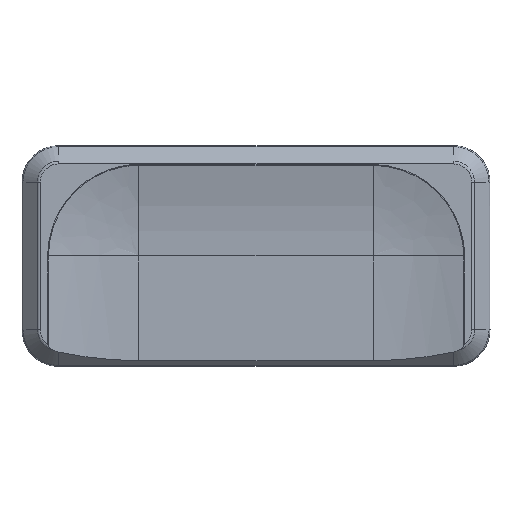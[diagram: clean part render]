
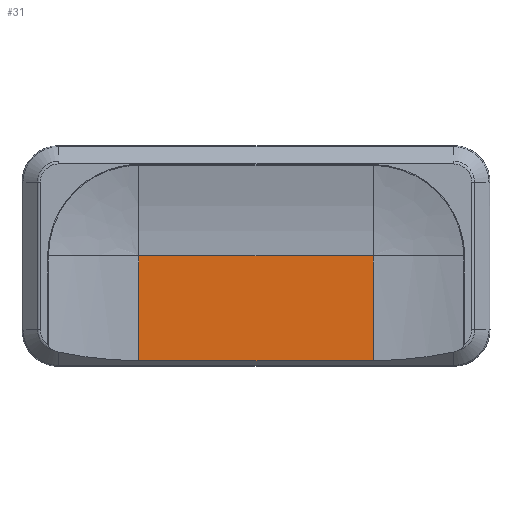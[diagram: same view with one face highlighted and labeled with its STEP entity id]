
A CAD part, top view. The second image highlights one B-rep face of the part: STEP entity #31.
In plain terms, the highlighted planar face has unit normal (0, 0, 1).
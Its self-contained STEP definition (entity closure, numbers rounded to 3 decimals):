
#31=ADVANCED_FACE('',(#124),#1281,.T.);
#124=FACE_OUTER_BOUND('',#217,.T.);
#217=EDGE_LOOP('',(#329,#330,#331,#332));
#329=ORIENTED_EDGE('',*,*,#739,.F.);
#330=ORIENTED_EDGE('',*,*,#738,.T.);
#331=ORIENTED_EDGE('',*,*,#737,.T.);
#332=ORIENTED_EDGE('',*,*,#746,.F.);
#737=EDGE_CURVE('',#1159,#1165,#1040,.T.);
#738=EDGE_CURVE('',#1160,#1159,#945,.T.);
#739=EDGE_CURVE('',#1160,#1168,#946,.T.);
#746=EDGE_CURVE('',#1168,#1165,#949,.T.);
#945=B_SPLINE_CURVE_WITH_KNOTS('',1,(#2058,#2059),.UNSPECIFIED.,.F.,.F.,
(2,2),(-1.,0.),.UNSPECIFIED.);
#946=B_SPLINE_CURVE_WITH_KNOTS('',1,(#2060,#2061),.UNSPECIFIED.,.F.,.F.,
(2,2),(0.,7.85),.UNSPECIFIED.);
#949=B_SPLINE_CURVE_WITH_KNOTS('',1,(#2084,#2085),.UNSPECIFIED.,.F.,.F.,
(2,2),(-8.775,8.775),.UNSPECIFIED.);
#1040=(
BOUNDED_CURVE()
B_SPLINE_CURVE(1,(#2056,#2057),.UNSPECIFIED.,.F.,.F.)
B_SPLINE_CURVE_WITH_KNOTS((2,2),(0.,7.85),.UNSPECIFIED.)
CURVE()
GEOMETRIC_REPRESENTATION_ITEM()
RATIONAL_B_SPLINE_CURVE((1.,1.))
REPRESENTATION_ITEM('')
);
#1159=VERTEX_POINT('',#1924);
#1160=VERTEX_POINT('',#1925);
#1165=VERTEX_POINT('',#1930);
#1168=VERTEX_POINT('',#1933);
#1281=PLANE('',#1396);
#1396=AXIS2_PLACEMENT_3D('',#1518,#1451,$);
#1451=DIRECTION('',(0.,0.,1.));
#1518=CARTESIAN_POINT('',(5.767,-120.537,8.624));
#1924=CARTESIAN_POINT('',(-11.783,-120.537,8.624));
#1925=CARTESIAN_POINT('',(5.767,-120.537,8.624));
#1930=CARTESIAN_POINT('',(-11.783,-128.387,8.624));
#1933=CARTESIAN_POINT('',(5.767,-128.387,8.624));
#2056=CARTESIAN_POINT('',(-11.783,-120.537,8.624));
#2057=CARTESIAN_POINT('',(-11.783,-128.387,8.624));
#2058=CARTESIAN_POINT('',(5.767,-120.537,8.624));
#2059=CARTESIAN_POINT('',(-11.783,-120.537,8.624));
#2060=CARTESIAN_POINT('',(5.767,-120.537,8.624));
#2061=CARTESIAN_POINT('',(5.767,-128.387,8.624));
#2084=CARTESIAN_POINT('',(5.767,-128.387,8.624));
#2085=CARTESIAN_POINT('',(-11.783,-128.387,8.624));
